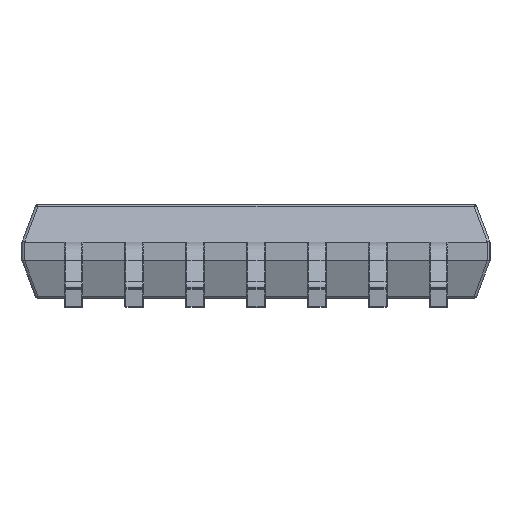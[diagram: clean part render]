
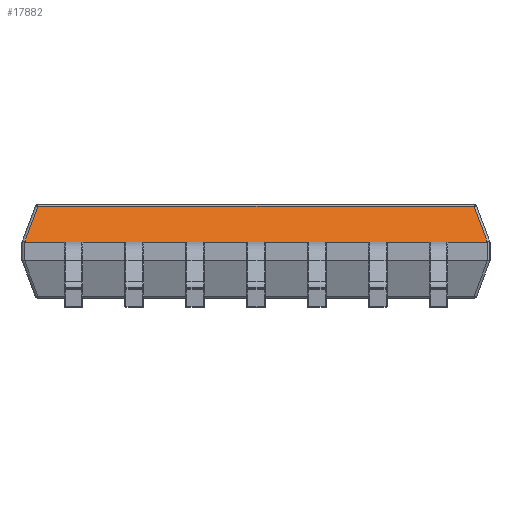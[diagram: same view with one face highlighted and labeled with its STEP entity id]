
A CAD part, left-side view. The second image highlights one B-rep face of the part: STEP entity #17882.
In plain terms, the highlighted face is planar.
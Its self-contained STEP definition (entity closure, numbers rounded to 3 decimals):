
#403=ELLIPSE('',#19087,0.085,0.03);
#404=ELLIPSE('',#19088,0.085,0.03);
#786=PLANE('',#19086);
#1283=FACE_OUTER_BOUND('',#2433,.T.);
#2433=EDGE_LOOP('',(#11490,#11491,#11492,#11493,#11494,#11495));
#3663=LINE('',#26964,#5162);
#3684=LINE('',#27029,#5183);
#3685=LINE('',#27031,#5184);
#3686=LINE('',#27033,#5185);
#5162=VECTOR('',#20962,1.);
#5183=VECTOR('',#21019,1.);
#5184=VECTOR('',#21020,1.);
#5185=VECTOR('',#21021,1.);
#7416=VERTEX_POINT('',#26961);
#7417=VERTEX_POINT('',#26963);
#7442=VERTEX_POINT('',#27026);
#7443=VERTEX_POINT('',#27028);
#7444=VERTEX_POINT('',#27030);
#7445=VERTEX_POINT('',#27032);
#8903=EDGE_CURVE('',#7416,#7417,#3663,.T.);
#8934=EDGE_CURVE('',#7416,#7442,#403,.T.);
#8935=EDGE_CURVE('',#7442,#7443,#3684,.T.);
#8936=EDGE_CURVE('',#7443,#7444,#3685,.T.);
#8937=EDGE_CURVE('',#7444,#7445,#3686,.T.);
#8938=EDGE_CURVE('',#7445,#7417,#404,.T.);
#11490=ORIENTED_EDGE('',*,*,#8903,.F.);
#11491=ORIENTED_EDGE('',*,*,#8934,.T.);
#11492=ORIENTED_EDGE('',*,*,#8935,.T.);
#11493=ORIENTED_EDGE('',*,*,#8936,.T.);
#11494=ORIENTED_EDGE('',*,*,#8937,.T.);
#11495=ORIENTED_EDGE('',*,*,#8938,.T.);
#17882=ADVANCED_FACE('',(#1283),#786,.T.);
#19086=AXIS2_PLACEMENT_3D('',#27025,#21015,#21016);
#19087=AXIS2_PLACEMENT_3D('',#27027,#21017,#21018);
#19088=AXIS2_PLACEMENT_3D('',#27034,#21022,#21023);
#20962=DIRECTION('',(-1.,0.,0.));
#21015=DIRECTION('center_axis',(0.,-0.936,
0.351));
#21016=DIRECTION('ref_axis',(-1.,0.,0.));
#21017=DIRECTION('center_axis',(0.,-0.936,
0.351));
#21018=DIRECTION('ref_axis',(0.,-0.351,-0.936));
#21019=DIRECTION('',(-0.331,0.331,0.883));
#21020=DIRECTION('',(-1.,0.,0.));
#21021=DIRECTION('',(-0.331,-0.331,-0.883));
#21022=DIRECTION('center_axis',(0.,-0.936,
0.351));
#21023=DIRECTION('ref_axis',(0.,-0.351,-0.936));
#26961=CARTESIAN_POINT('',(2.47,-2.2,0.699));
#26963=CARTESIAN_POINT('',(-2.47,-2.2,0.699));
#26964=CARTESIAN_POINT('',(-2.5,-2.2,0.699));
#27025=CARTESIAN_POINT('Origin',(0.,-2.05,1.099));
#27026=CARTESIAN_POINT('',(2.472,-2.2,0.699));
#27027=CARTESIAN_POINT('Origin',(2.47,-2.17,0.779));
#27028=CARTESIAN_POINT('',(2.329,-2.057,1.08));
#27029=CARTESIAN_POINT('',(2.067,-1.795,1.779));
#27030=CARTESIAN_POINT('',(-2.329,-2.057,1.08));
#27031=CARTESIAN_POINT('',(0.,-2.057,1.08));
#27032=CARTESIAN_POINT('',(-2.472,-2.2,0.699));
#27033=CARTESIAN_POINT('',(-2.067,-1.795,1.779));
#27034=CARTESIAN_POINT('Origin',(-2.47,-2.17,0.779));
